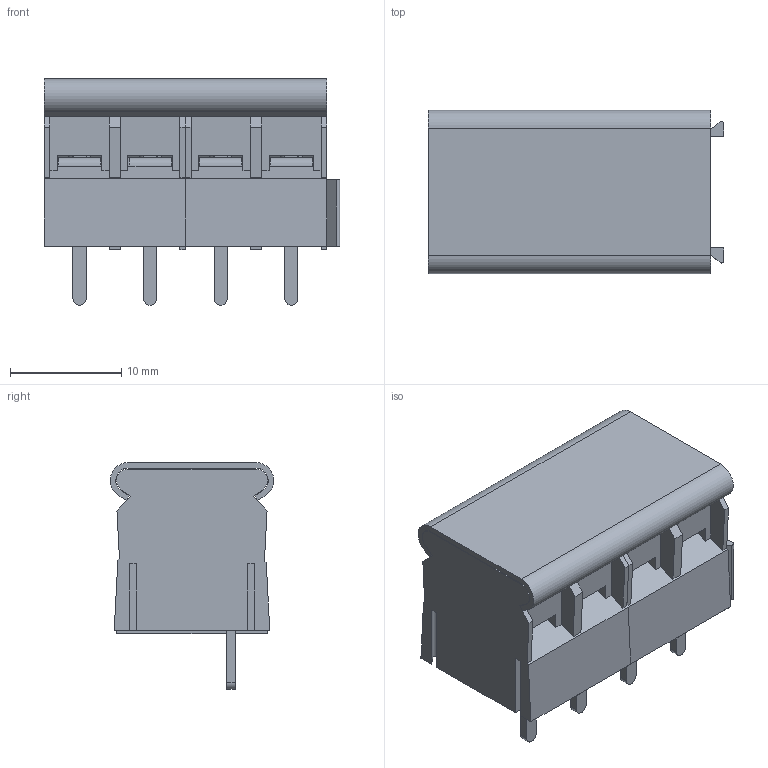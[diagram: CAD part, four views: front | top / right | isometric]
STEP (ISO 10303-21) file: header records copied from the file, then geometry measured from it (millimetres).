
FILE_DESCRIPTION( ( 'Unknown' ), '1' );
FILE_NAME( 'T40M-ES1104.stp', 'Unknown', ( 'Unknown' ), ( 'Unknown' ), 'XStep 1.0', 'Unknown', ' ' );
FILE_SCHEMA( ( 'automotive_design' ) );
Length unit declared in the file: millimetre
Products named in the file (1): 1
Bounding box: 26.58 x 14.71 x 20.39 mm (x, y, z)
Volume: 3608.3 mm3; surface area: 4900.6 mm2
Topology: 1 solids, 1 shells, 701 faces, 2100 edges, 1388 vertices
Faces by surface type: plane 541, cylinder 140, torus 12, cone 8
Full cylindrical faces by diameter (mm): 2.2 x8, 5 x4
Entity records: 29266 total; most frequent: CARTESIAN_POINT 4794, ORIENTED_EDGE 4112, DIRECTION 3720, EDGE_CURVE 2056, LINE 1540, VECTOR 1540, VERTEX_POINT 1372, AXIS2_PLACEMENT_3D 1090
